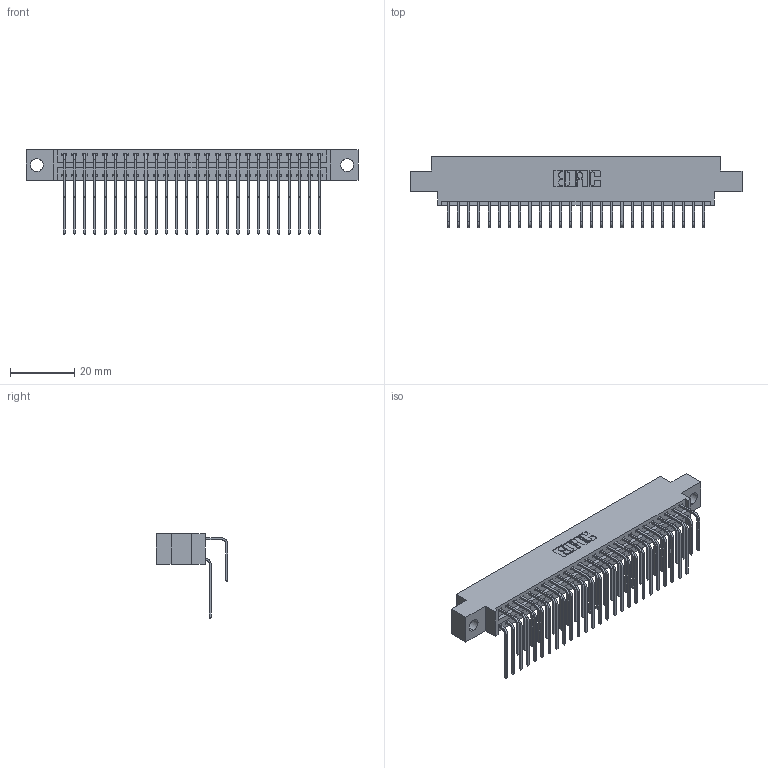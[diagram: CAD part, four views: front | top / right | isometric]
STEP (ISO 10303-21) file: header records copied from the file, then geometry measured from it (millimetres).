
FILE_DESCRIPTION (( 'STEP AP203' ), '1' );
FILE_NAME ('346-052-558-804.STEP', '2022-05-21T02:01:12', ( '' ), ( '' ), 'SwSTEP 2.0', 'SolidWorks 2020', '' );
FILE_SCHEMA (( 'CONFIG_CONTROL_DESIGN' ));
Length unit declared in the file: inch
Products named in the file (4): 346-052-558-804; 345-292-001_558 559 Tail - 1; 345-292-001_558 Tail - 2; 346 Part_0.170 Offset - 0.156 Dia-TH
Assembly tree (53 placements, depth 2):
  346-052-558-804
    346 Part_0.170 Offset - 0.156 Dia-TH
    345-292-001_558 559 Tail - 1  x26
    345-292-001_558 Tail - 2  x26
Bounding box: 103.12 x 22.16 x 26.16 mm (x, y, z)
Volume: 9971 mm3; surface area: 14920.9 mm2
Topology: 53 solids, 53 shells, 2948 faces, 8749 edges, 5762 vertices
Faces by surface type: plane 2018, cylinder 930
Entity records: 21457 total; most frequent: CARTESIAN_POINT 3617, ORIENTED_EDGE 3498, DIRECTION 3209, EDGE_CURVE 1749, LINE 1473, VECTOR 1473, VERTEX_POINT 1162, AXIS2_PLACEMENT_3D 868
